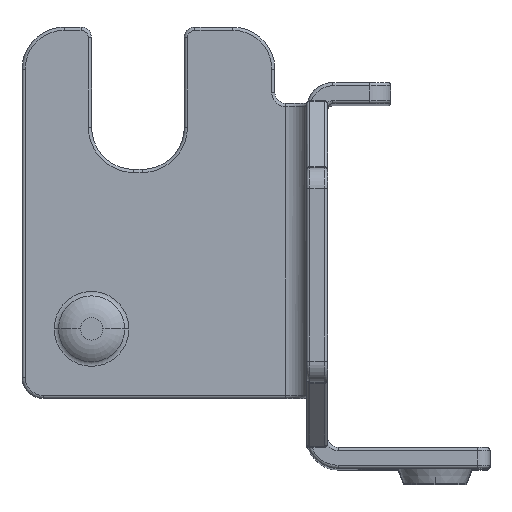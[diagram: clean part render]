
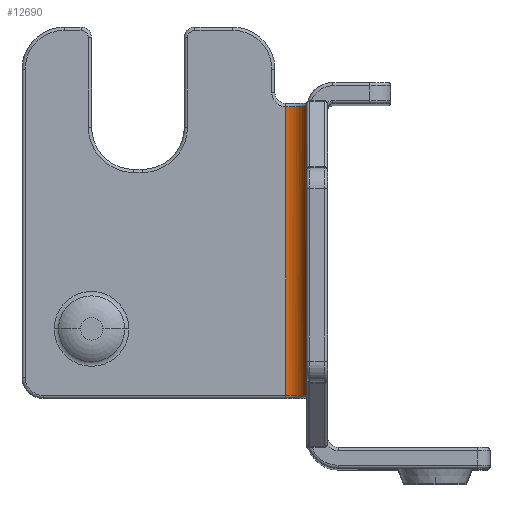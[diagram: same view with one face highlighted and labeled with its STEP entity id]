
A CAD part, top view. The second image highlights one B-rep face of the part: STEP entity #12690.
In plain terms, the highlighted cylindrical face has radius 1 mm (diameter 2 mm), a partial arc.
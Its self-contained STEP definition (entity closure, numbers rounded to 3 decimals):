
#23 = DIRECTION ( 'NONE',  ( 0., 1., 0. ) ) ;
#128 = VERTEX_POINT ( 'NONE', #9783 ) ;
#617 = EDGE_CURVE ( 'NONE', #10405, #8781, #13319, .T. ) ;
#977 = AXIS2_PLACEMENT_3D ( 'NONE', #1150, #13046, #10049 ) ;
#1150 = CARTESIAN_POINT ( 'NONE',  ( -3.196, 0.974, -37.59 ) ) ;
#1207 = ORIENTED_EDGE ( 'NONE', *, *, #9867, .T. ) ;
#1583 = ORIENTED_EDGE ( 'NONE', *, *, #617, .T. ) ;
#1786 = EDGE_CURVE ( 'NONE', #10405, #128, #13972, .T. ) ;
#1904 = AXIS2_PLACEMENT_3D ( 'NONE', #12280, #23, #4697 ) ;
#2420 = LINE ( 'NONE', #8036, #2463 ) ;
#2463 = VECTOR ( 'NONE', #2497, 1000. ) ;
#2471 = EDGE_CURVE ( 'NONE', #11084, #128, #7730, .T. ) ;
#2497 = DIRECTION ( 'NONE',  ( 0., -1., 0. ) ) ;
#2836 = CYLINDRICAL_SURFACE ( 'NONE', #4778, 1. ) ;
#3404 = ORIENTED_EDGE ( 'NONE', *, *, #1786, .F. ) ;
#3482 = CARTESIAN_POINT ( 'NONE',  ( -2.196, 0.934, -37.59 ) ) ;
#3546 = EDGE_CURVE ( 'NONE', #11084, #10279, #2420, .T. ) ;
#3552 = EDGE_LOOP ( 'NONE', ( #3404, #1583, #1207, #9150, #7787 ) ) ;
#3688 = CARTESIAN_POINT ( 'NONE',  ( -2.196, 0.934, -37.59 ) ) ;
#3730 = CARTESIAN_POINT ( 'NONE',  ( -2.196, 14.674, -37.59 ) ) ;
#4697 = DIRECTION ( 'NONE',  ( 0., 0., -1. ) ) ;
#4778 = AXIS2_PLACEMENT_3D ( 'NONE', #12975, #5169, #11727 ) ;
#4784 = CARTESIAN_POINT ( 'NONE',  ( -2.204, 0.974, -37.72 ) ) ;
#5169 = DIRECTION ( 'NONE',  ( 0., -1., 0. ) ) ;
#7357 = CARTESIAN_POINT ( 'NONE',  ( -3.196, 0., -38.59 ) ) ;
#7730 = CIRCLE ( 'NONE', #1904, 1. ) ;
#7787 = ORIENTED_EDGE ( 'NONE', *, *, #2471, .T. ) ;
#8036 = CARTESIAN_POINT ( 'NONE',  ( -2.196, 6.55, -37.59 ) ) ;
#8781 = VERTEX_POINT ( 'NONE', #4784 ) ;
#9087 = B_SPLINE_CURVE_WITH_KNOTS ( 'NONE', 3,
 ( #13737, #13809, #9290, #3688 ),
 .UNSPECIFIED., .F., .F.,
 ( 4, 4 ),
 ( 0., 0. ),
 .UNSPECIFIED. ) ;
#9150 = ORIENTED_EDGE ( 'NONE', *, *, #3546, .F. ) ;
#9290 = CARTESIAN_POINT ( 'NONE',  ( -2.196, 0.96, -37.628 ) ) ;
#9445 = VECTOR ( 'NONE', #10489, 1000. ) ;
#9783 = CARTESIAN_POINT ( 'NONE',  ( -3.196, 14.674, -38.59 ) ) ;
#9867 = EDGE_CURVE ( 'NONE', #8781, #10279, #9087, .T. ) ;
#10049 = DIRECTION ( 'NONE',  ( 0., 0., 1. ) ) ;
#10279 = VERTEX_POINT ( 'NONE', #3482 ) ;
#10405 = VERTEX_POINT ( 'NONE', #13888 ) ;
#10489 = DIRECTION ( 'NONE',  ( 0., 1., 0. ) ) ;
#11084 = VERTEX_POINT ( 'NONE', #3730 ) ;
#11727 = DIRECTION ( 'NONE',  ( 1., 0., 0. ) ) ;
#11804 = FACE_OUTER_BOUND ( 'NONE', #3552, .T. ) ;
#12280 = CARTESIAN_POINT ( 'NONE',  ( -3.196, 14.674, -37.59 ) ) ;
#12690 = ADVANCED_FACE ( 'NONE', ( #11804 ), #2836, .F. ) ;
#12975 = CARTESIAN_POINT ( 'NONE',  ( -3.196, 6.55, -37.59 ) ) ;
#13046 = DIRECTION ( 'NONE',  ( 0., -1., 0. ) ) ;
#13319 = CIRCLE ( 'NONE', #977, 1. ) ;
#13737 = CARTESIAN_POINT ( 'NONE',  ( -2.204, 0.974, -37.72 ) ) ;
#13809 = CARTESIAN_POINT ( 'NONE',  ( -2.198, 0.974, -37.674 ) ) ;
#13888 = CARTESIAN_POINT ( 'NONE',  ( -3.196, 0.974, -38.59 ) ) ;
#13972 = LINE ( 'NONE', #7357, #9445 ) ;
